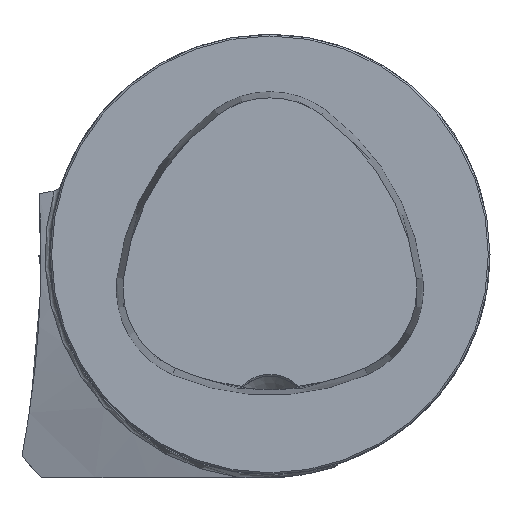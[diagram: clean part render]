
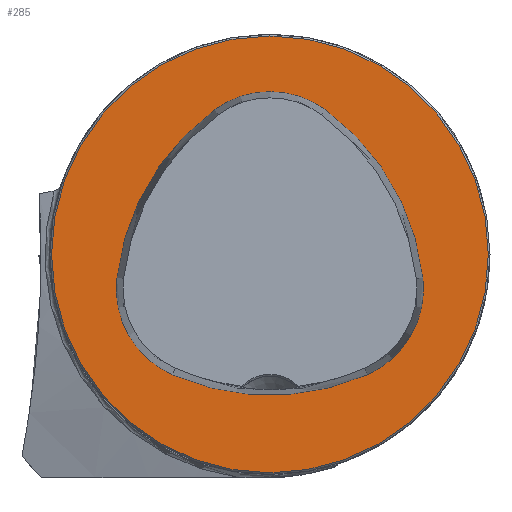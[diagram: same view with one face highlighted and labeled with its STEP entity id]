
A CAD part, top view. The second image highlights one B-rep face of the part: STEP entity #285.
In plain terms, the highlighted planar face has unit normal (0, 0, 1).
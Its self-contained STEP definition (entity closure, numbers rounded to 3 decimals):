
#125=FACE_BOUND('',#489,.T.);
#126=FACE_BOUND('',#490,.T.);
#285=ADVANCED_FACE('CU_E_LO_SU_1',(#125,#126),#358,.T.);
#358=PLANE('',#1683);
#489=EDGE_LOOP('',(#732,#733,#734,#735,#736,#737));
#490=EDGE_LOOP('',(#738));
#567=CIRCLE('',#1674,44.075);
#569=CIRCLE('',#1677,44.075);
#570=CIRCLE('',#1678,17.075);
#571=CIRCLE('',#1679,44.075);
#572=CIRCLE('',#1680,17.075);
#573=CIRCLE('',#1681,17.075);
#574=CIRCLE('',#1682,39.7);
#732=ORIENTED_EDGE('',*,*,#1276,.F.);
#733=ORIENTED_EDGE('',*,*,#1277,.F.);
#734=ORIENTED_EDGE('',*,*,#1278,.F.);
#735=ORIENTED_EDGE('',*,*,#1279,.F.);
#736=ORIENTED_EDGE('',*,*,#1273,.F.);
#737=ORIENTED_EDGE('',*,*,#1280,.F.);
#738=ORIENTED_EDGE('',*,*,#1281,.T.);
#1109=VERTEX_POINT('',#2781);
#1110=VERTEX_POINT('',#2783);
#1112=VERTEX_POINT('',#2789);
#1113=VERTEX_POINT('',#2790);
#1114=VERTEX_POINT('',#2792);
#1115=VERTEX_POINT('',#2794);
#1116=VERTEX_POINT('',#2798);
#1273=EDGE_CURVE('',#1109,#1110,#567,.T.);
#1276=EDGE_CURVE('',#1112,#1113,#569,.T.);
#1277=EDGE_CURVE('',#1114,#1112,#570,.T.);
#1278=EDGE_CURVE('',#1115,#1114,#571,.T.);
#1279=EDGE_CURVE('',#1110,#1115,#572,.T.);
#1280=EDGE_CURVE('',#1113,#1109,#573,.T.);
#1281=EDGE_CURVE('',#1116,#1116,#574,.T.);
#1674=AXIS2_PLACEMENT_3D('',#2782,#1888,#1889);
#1677=AXIS2_PLACEMENT_3D('',#2788,#1895,#1896);
#1678=AXIS2_PLACEMENT_3D('',#2791,#1897,#1898);
#1679=AXIS2_PLACEMENT_3D('',#2793,#1899,#1900);
#1680=AXIS2_PLACEMENT_3D('',#2795,#1901,#1902);
#1681=AXIS2_PLACEMENT_3D('',#2796,#1903,#1904);
#1682=AXIS2_PLACEMENT_3D('',#2797,#1905,#1906);
#1683=AXIS2_PLACEMENT_3D('',#2799,#1907,#1908);
#1888=DIRECTION('',(0.,0.,1.));
#1889=DIRECTION('',(1.,0.,0.));
#1895=DIRECTION('',(0.,0.,1.));
#1896=DIRECTION('',(1.,0.,0.));
#1897=DIRECTION('',(0.,0.,1.));
#1898=DIRECTION('',(1.,0.,0.));
#1899=DIRECTION('',(0.,0.,1.));
#1900=DIRECTION('',(1.,0.,0.));
#1901=DIRECTION('',(0.,0.,1.));
#1902=DIRECTION('',(1.,0.,0.));
#1903=DIRECTION('',(0.,0.,1.));
#1904=DIRECTION('',(1.,0.,0.));
#1905=DIRECTION('',(0.,0.,1.));
#1906=DIRECTION('',(1.,0.,0.));
#1907=DIRECTION('',(0.,0.,1.));
#1908=DIRECTION('',(1.,0.,0.));
#2781=CARTESIAN_POINT('',(-17.691,-21.869,0.));
#2782=CARTESIAN_POINT('',(0.,18.5,0.));
#2783=CARTESIAN_POINT('',(17.691,-21.869,0.));
#2788=CARTESIAN_POINT('',(15.993,-9.254,0.));
#2789=CARTESIAN_POINT('',(-10.114,26.257,0.));
#2790=CARTESIAN_POINT('',(-27.805,-4.317,0.));
#2791=CARTESIAN_POINT('',(0.,12.5,0.));
#2792=CARTESIAN_POINT('',(10.114,26.257,0.));
#2793=CARTESIAN_POINT('',(-15.993,-9.254,0.));
#2794=CARTESIAN_POINT('',(27.805,-4.317,0.));
#2795=CARTESIAN_POINT('',(10.837,-6.23,0.));
#2796=CARTESIAN_POINT('',(-10.837,-6.23,0.));
#2797=CARTESIAN_POINT('',(0.,0.,0.));
#2798=CARTESIAN_POINT('',(39.7,0.,0.));
#2799=CARTESIAN_POINT('',(0.,0.,0.));
